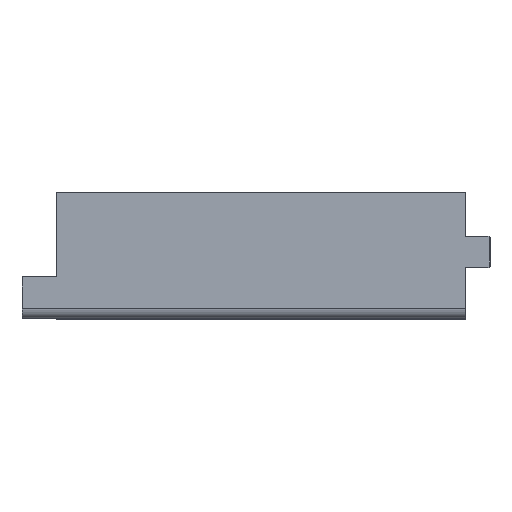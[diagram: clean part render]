
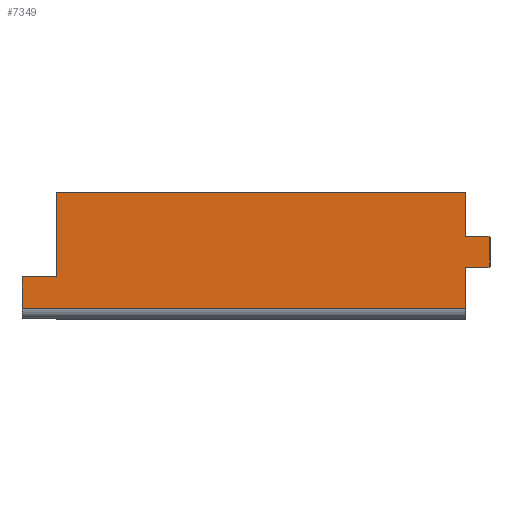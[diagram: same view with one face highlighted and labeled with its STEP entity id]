
A CAD part, top view. The second image highlights one B-rep face of the part: STEP entity #7349.
In plain terms, the highlighted planar face has unit normal (0, 0, 1).
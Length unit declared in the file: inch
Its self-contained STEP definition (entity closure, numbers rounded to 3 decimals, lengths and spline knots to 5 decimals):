
#27 = VERTEX_POINT ( 'NONE', #1675 ) ;
#299 = EDGE_CURVE ( 'NONE', #2204, #3610, #7251, .T. ) ;
#856 = DIRECTION ( 'NONE',  ( 0., -1., 0. ) ) ;
#949 = ORIENTED_EDGE ( 'NONE', *, *, #4823, .T. ) ;
#1180 = ORIENTED_EDGE ( 'NONE', *, *, #2222, .F. ) ;
#1238 = EDGE_LOOP ( 'NONE', ( #6727, #3740, #4377, #1180, #3741, #2181, #6035, #6429, #949, #7559 ) ) ;
#1317 = CARTESIAN_POINT ( 'NONE',  ( 2.06, 6.98227, 1.98 ) ) ;
#1318 = VECTOR ( 'NONE', #3841, 39.37008 ) ;
#1342 = VERTEX_POINT ( 'NONE', #4157 ) ;
#1675 = CARTESIAN_POINT ( 'NONE',  ( 2.06, 0.51773, 1.98 ) ) ;
#1777 = VECTOR ( 'NONE', #5230, 39.37008 ) ;
#1849 = CARTESIAN_POINT ( 'NONE',  ( 2.3, 0.83005, 1.98 ) ) ;
#1984 = EDGE_CURVE ( 'NONE', #3610, #3490, #8556, .T. ) ;
#2034 = CARTESIAN_POINT ( 'NONE',  ( -2.41, 0.1, 1.98 ) ) ;
#2181 = ORIENTED_EDGE ( 'NONE', *, *, #7765, .T. ) ;
#2204 = VERTEX_POINT ( 'NONE', #2463 ) ;
#2222 = EDGE_CURVE ( 'NONE', #6625, #27, #4900, .T. ) ;
#2307 = VECTOR ( 'NONE', #7088, 39.37008 ) ;
#2315 = DIRECTION ( 'NONE',  ( 0., 1., 0. ) ) ;
#2463 = CARTESIAN_POINT ( 'NONE',  ( -2.41, 0.42144, 1.98 ) ) ;
#2544 = CARTESIAN_POINT ( 'NONE',  ( 2.06, 6.98227, 1.98 ) ) ;
#2697 = CARTESIAN_POINT ( 'NONE',  ( -2.41, 0.42144, 1.98 ) ) ;
#2871 = VERTEX_POINT ( 'NONE', #1849 ) ;
#2958 = DIRECTION ( 'NONE',  ( 1., 0., 0. ) ) ;
#3089 = VECTOR ( 'NONE', #2315, 39.37008 ) ;
#3134 = AXIS2_PLACEMENT_3D ( 'NONE', #1317, #8651, #6658 ) ;
#3236 = LINE ( 'NONE', #2544, #1777 ) ;
#3288 = CARTESIAN_POINT ( 'NONE',  ( -2.06, 0.42144, 1.98 ) ) ;
#3367 = CARTESIAN_POINT ( 'NONE',  ( 2.06, 0.1, 1.98 ) ) ;
#3392 = PLANE ( 'NONE',  #3134 ) ;
#3490 = VERTEX_POINT ( 'NONE', #4615 ) ;
#3610 = VERTEX_POINT ( 'NONE', #2034 ) ;
#3740 = ORIENTED_EDGE ( 'NONE', *, *, #1984, .T. ) ;
#3741 = ORIENTED_EDGE ( 'NONE', *, *, #8546, .T. ) ;
#3841 = DIRECTION ( 'NONE',  ( -1., 0., 0. ) ) ;
#3850 = VECTOR ( 'NONE', #7087, 39.37008 ) ;
#4020 = VECTOR ( 'NONE', #6739, 39.37008 ) ;
#4028 = VERTEX_POINT ( 'NONE', #8684 ) ;
#4058 = DIRECTION ( 'NONE',  ( 0., -1., 0. ) ) ;
#4088 = EDGE_CURVE ( 'NONE', #1342, #4028, #5821, .T. ) ;
#4157 = CARTESIAN_POINT ( 'NONE',  ( 2.06, 1.26773, 1.98 ) ) ;
#4377 = ORIENTED_EDGE ( 'NONE', *, *, #6107, .F. ) ;
#4412 = FACE_OUTER_BOUND ( 'NONE', #1238, .T. ) ;
#4615 = CARTESIAN_POINT ( 'NONE',  ( 2.06, 0.1, 1.98 ) ) ;
#4823 = EDGE_CURVE ( 'NONE', #4028, #8230, #7980, .T. ) ;
#4900 = LINE ( 'NONE', #8559, #1318 ) ;
#4909 = LINE ( 'NONE', #6517, #3850 ) ;
#5159 = EDGE_CURVE ( 'NONE', #1342, #7282, #6413, .T. ) ;
#5230 = DIRECTION ( 'NONE',  ( 0., -1., 0. ) ) ;
#5483 = VECTOR ( 'NONE', #4058, 39.37008 ) ;
#5491 = CARTESIAN_POINT ( 'NONE',  ( 2.06, 6.98227, 1.98 ) ) ;
#5629 = CARTESIAN_POINT ( 'NONE',  ( 2.3, 6.98227, 1.98 ) ) ;
#5800 = VECTOR ( 'NONE', #856, 39.37008 ) ;
#5821 = LINE ( 'NONE', #7977, #4020 ) ;
#6035 = ORIENTED_EDGE ( 'NONE', *, *, #5159, .F. ) ;
#6063 = VECTOR ( 'NONE', #7655, 39.37008 ) ;
#6107 = EDGE_CURVE ( 'NONE', #27, #3490, #3236, .T. ) ;
#6413 = LINE ( 'NONE', #5491, #5800 ) ;
#6429 = ORIENTED_EDGE ( 'NONE', *, *, #4088, .T. ) ;
#6517 = CARTESIAN_POINT ( 'NONE',  ( 2.31, 0.83005, 1.98 ) ) ;
#6625 = VERTEX_POINT ( 'NONE', #7833 ) ;
#6658 = DIRECTION ( 'NONE',  ( -1., 0., 0. ) ) ;
#6727 = ORIENTED_EDGE ( 'NONE', *, *, #299, .T. ) ;
#6739 = DIRECTION ( 'NONE',  ( -1., 0., 0. ) ) ;
#7087 = DIRECTION ( 'NONE',  ( -1., 0., 0. ) ) ;
#7088 = DIRECTION ( 'NONE',  ( 0., -1., 0. ) ) ;
#7203 = LINE ( 'NONE', #7576, #6063 ) ;
#7251 = LINE ( 'NONE', #2697, #5483 ) ;
#7282 = VERTEX_POINT ( 'NONE', #8676 ) ;
#7349 = ADVANCED_FACE ( 'NONE', ( #4412 ), #3392, .F. ) ;
#7500 = LINE ( 'NONE', #5629, #3089 ) ;
#7559 = ORIENTED_EDGE ( 'NONE', *, *, #7948, .T. ) ;
#7576 = CARTESIAN_POINT ( 'NONE',  ( -2.06, 0.42144, 1.98 ) ) ;
#7655 = DIRECTION ( 'NONE',  ( -1., 0., 0. ) ) ;
#7765 = EDGE_CURVE ( 'NONE', #2871, #7282, #4909, .T. ) ;
#7812 = VECTOR ( 'NONE', #2958, 39.37008 ) ;
#7833 = CARTESIAN_POINT ( 'NONE',  ( 2.3, 0.51773, 1.98 ) ) ;
#7948 = EDGE_CURVE ( 'NONE', #8230, #2204, #7203, .T. ) ;
#7977 = CARTESIAN_POINT ( 'NONE',  ( 2.06, 1.26773, 1.98 ) ) ;
#7980 = LINE ( 'NONE', #8525, #2307 ) ;
#8230 = VERTEX_POINT ( 'NONE', #3288 ) ;
#8525 = CARTESIAN_POINT ( 'NONE',  ( -2.06, 6.98227, 1.98 ) ) ;
#8546 = EDGE_CURVE ( 'NONE', #6625, #2871, #7500, .T. ) ;
#8556 = LINE ( 'NONE', #3367, #7812 ) ;
#8559 = CARTESIAN_POINT ( 'NONE',  ( 2.31, 0.51773, 1.98 ) ) ;
#8651 = DIRECTION ( 'NONE',  ( 0., 0., -1. ) ) ;
#8676 = CARTESIAN_POINT ( 'NONE',  ( 2.06, 0.83005, 1.98 ) ) ;
#8684 = CARTESIAN_POINT ( 'NONE',  ( -2.06, 1.26773, 1.98 ) ) ;
